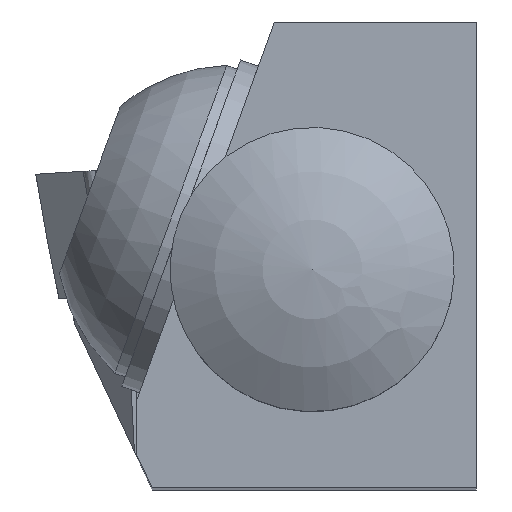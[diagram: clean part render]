
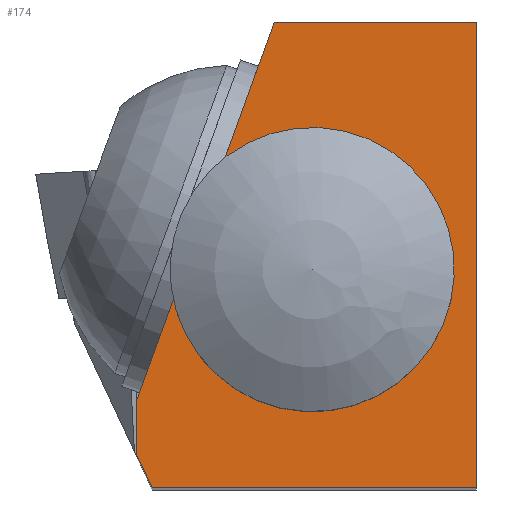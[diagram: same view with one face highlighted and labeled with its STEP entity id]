
A CAD part, top view. The second image highlights one B-rep face of the part: STEP entity #174.
In plain terms, the highlighted planar face has unit normal (0, 0, 1).
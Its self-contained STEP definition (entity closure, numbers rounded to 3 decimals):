
#174=ADVANCED_FACE('',(#280,#281),#226,.F.);
#226=PLANE('',#1052);
#245=CIRCLE('',#1051,2.5);
#280=FACE_BOUND('',#329,.T.);
#281=FACE_BOUND('',#330,.T.);
#329=EDGE_LOOP('',(#448));
#330=EDGE_LOOP('',(#449,#450,#451,#452,#453,#454));
#448=ORIENTED_EDGE('',*,*,#729,.T.);
#449=ORIENTED_EDGE('',*,*,#724,.T.);
#450=ORIENTED_EDGE('',*,*,#730,.T.);
#451=ORIENTED_EDGE('',*,*,#726,.T.);
#452=ORIENTED_EDGE('',*,*,#691,.F.);
#453=ORIENTED_EDGE('',*,*,#714,.T.);
#454=ORIENTED_EDGE('',*,*,#702,.F.);
#612=VERTEX_POINT('',#1414);
#613=VERTEX_POINT('',#1416);
#622=VERTEX_POINT('',#1437);
#623=VERTEX_POINT('',#1439);
#638=VERTEX_POINT('',#1481);
#639=VERTEX_POINT('',#1486);
#641=VERTEX_POINT('',#1492);
#691=EDGE_CURVE('',#612,#613,#800,.T.);
#702=EDGE_CURVE('',#622,#623,#809,.T.);
#714=EDGE_CURVE('',#612,#623,#820,.T.);
#724=EDGE_CURVE('',#622,#638,#830,.T.);
#726=EDGE_CURVE('',#639,#613,#832,.T.);
#729=EDGE_CURVE('',#641,#641,#245,.T.);
#730=EDGE_CURVE('',#638,#639,#835,.T.);
#800=LINE('',#1415,#872);
#809=LINE('',#1438,#881);
#820=LINE('',#1461,#892);
#830=LINE('',#1482,#902);
#832=LINE('',#1485,#904);
#835=LINE('',#1493,#907);
#872=VECTOR('',#1142,1.);
#881=VECTOR('',#1159,1.);
#892=VECTOR('',#1178,1.);
#902=VECTOR('',#1194,1.);
#904=VECTOR('',#1198,1.);
#907=VECTOR('',#1205,1.);
#1051=AXIS2_PLACEMENT_3D('',#1491,#1203,#1204);
#1052=AXIS2_PLACEMENT_3D('',#1494,#1206,#1207);
#1142=DIRECTION('',(0.342,0.94,0.));
#1159=DIRECTION('',(-0.423,0.906,0.));
#1178=DIRECTION('',(0.,-1.,0.));
#1194=DIRECTION('',(1.,0.,0.));
#1198=DIRECTION('',(-1.,0.,0.));
#1203=DIRECTION('',(0.,0.,-1.));
#1204=DIRECTION('',(0.,-1.,0.));
#1205=DIRECTION('',(0.,1.,0.));
#1206=DIRECTION('',(0.,0.,-1.));
#1207=DIRECTION('',(0.,-1.,0.));
#1414=CARTESIAN_POINT('',(-10.75,2.8,-8.));
#1415=CARTESIAN_POINT('',(-11.769,0.,-8.));
#1416=CARTESIAN_POINT('',(-6.4,14.75,-8.));
#1437=CARTESIAN_POINT('',(-10.267,0.,-8.));
#1438=CARTESIAN_POINT('',(-8.434,-3.933,-8.));
#1439=CARTESIAN_POINT('',(-10.75,1.035,-8.));
#1461=CARTESIAN_POINT('',(-10.75,16.,-8.));
#1481=CARTESIAN_POINT('',(0.,0.,-8.));
#1482=CARTESIAN_POINT('',(-15.,0.,-8.));
#1485=CARTESIAN_POINT('',(0.,14.75,-8.));
#1486=CARTESIAN_POINT('',(0.,14.75,-8.));
#1491=CARTESIAN_POINT('',(-5.2,6.9,-8.));
#1492=CARTESIAN_POINT('',(-5.2,4.4,-8.));
#1493=CARTESIAN_POINT('',(0.,0.,-8.));
#1494=CARTESIAN_POINT('',(0.,0.,-8.));
